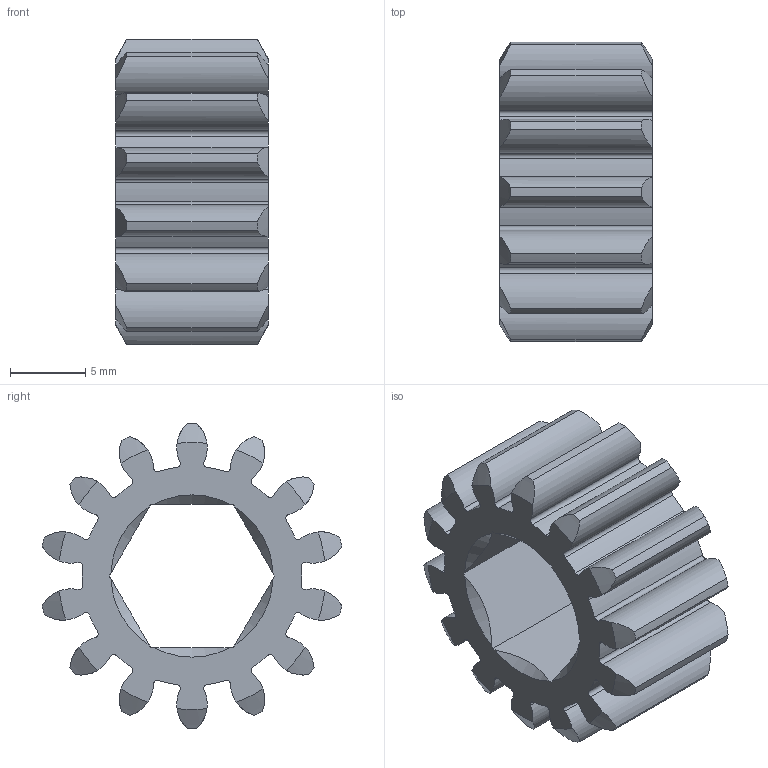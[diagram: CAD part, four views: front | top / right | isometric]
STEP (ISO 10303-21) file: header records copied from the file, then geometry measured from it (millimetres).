
FILE_DESCRIPTION((''),'2;1');
FILE_NAME('AM-0039.stp','2008-01-03T19:22:36',('Owner'),(''),'Autodesk Inventor (R) 6.0','Autodesk Inventor (R) 6.0','');
FILE_SCHEMA(('AUTOMOTIVE_DESIGN { 1 0 10303 214 1 1 1 1 }'));
Length unit declared in the file: inch
Products named in the file (1): AM-0039 AMG Small Cluster Gear 14T
Bounding box: 10.16 x 19.94 x 20.32 mm (x, y, z)
Volume: 1572.6 mm3; surface area: 1791.6 mm2
Topology: 1 solids, 1 shells, 132 faces, 402 edges, 272 vertices
Faces by surface type: cylinder 84, cone 40, plane 8
Entity records: 4915 total; most frequent: CARTESIAN_POINT 1247, ORIENTED_EDGE 804, DIRECTION 796, EDGE_CURVE 402, AXIS2_PLACEMENT_3D 341, VERTEX_POINT 272, CIRCLE 208, EDGE_LOOP 134
